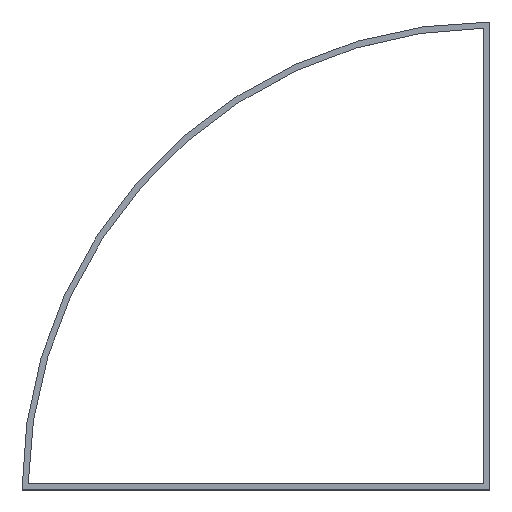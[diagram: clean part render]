
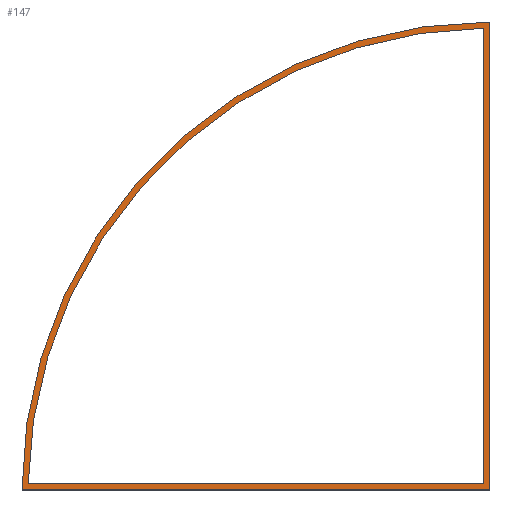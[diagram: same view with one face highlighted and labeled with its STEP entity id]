
A CAD part, top view. The second image highlights one B-rep face of the part: STEP entity #147.
In plain terms, the highlighted planar face has unit normal (0, 0, 1).
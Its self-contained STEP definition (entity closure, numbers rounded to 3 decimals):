
#15=FACE_BOUND('',#38,.T.);
#21=PLANE('',#173);
#29=FACE_OUTER_BOUND('',#37,.T.);
#37=EDGE_LOOP('',(#127,#128,#129));
#38=EDGE_LOOP('',(#130,#131,#132));
#44=LINE('',#229,#58);
#47=LINE('',#233,#61);
#51=LINE('',#247,#65);
#54=LINE('',#251,#68);
#58=VECTOR('',#188,10.);
#61=VECTOR('',#193,10.);
#65=VECTOR('',#205,10.);
#68=VECTOR('',#210,10.);
#70=CIRCLE('',#165,150.4);
#72=CIRCLE('',#170,152.4);
#75=VERTEX_POINT('',#220);
#76=VERTEX_POINT('',#222);
#78=VERTEX_POINT('',#228);
#81=VERTEX_POINT('',#238);
#82=VERTEX_POINT('',#240);
#84=VERTEX_POINT('',#246);
#87=EDGE_CURVE('',#76,#75,#70,.T.);
#90=EDGE_CURVE('',#78,#76,#44,.T.);
#93=EDGE_CURVE('',#75,#78,#47,.T.);
#96=EDGE_CURVE('',#82,#81,#72,.T.);
#99=EDGE_CURVE('',#84,#82,#51,.T.);
#102=EDGE_CURVE('',#81,#84,#54,.T.);
#127=ORIENTED_EDGE('',*,*,#102,.T.);
#128=ORIENTED_EDGE('',*,*,#99,.T.);
#129=ORIENTED_EDGE('',*,*,#96,.T.);
#130=ORIENTED_EDGE('',*,*,#93,.T.);
#131=ORIENTED_EDGE('',*,*,#90,.T.);
#132=ORIENTED_EDGE('',*,*,#87,.T.);
#147=ADVANCED_FACE('',(#29,#15),#21,.T.);
#165=AXIS2_PLACEMENT_3D('',#223,#182,#183);
#170=AXIS2_PLACEMENT_3D('',#241,#199,#200);
#173=AXIS2_PLACEMENT_3D('',#252,#211,#212);
#182=DIRECTION('center_axis',(0.,0.,-1.));
#183=DIRECTION('ref_axis',(1.,0.,0.));
#188=DIRECTION('',(-1.,0.,0.));
#193=DIRECTION('',(0.,-1.,0.));
#199=DIRECTION('center_axis',(0.,0.,1.));
#200=DIRECTION('ref_axis',(1.,0.,0.));
#205=DIRECTION('',(0.,1.,0.));
#210=DIRECTION('',(1.,0.,0.));
#211=DIRECTION('center_axis',(0.,0.,1.));
#212=DIRECTION('ref_axis',(1.,0.,0.));
#220=CARTESIAN_POINT('',(-2.,150.387,1.));
#222=CARTESIAN_POINT('',(-150.387,2.,1.));
#223=CARTESIAN_POINT('Origin',(0.,0.,1.));
#228=CARTESIAN_POINT('',(-2.,2.,1.));
#229=CARTESIAN_POINT('',(-152.4,2.,1.));
#233=CARTESIAN_POINT('',(-2.,2.,1.));
#238=CARTESIAN_POINT('',(-152.4,0.,1.));
#240=CARTESIAN_POINT('',(0.,152.4,1.));
#241=CARTESIAN_POINT('Origin',(0.,0.,1.));
#246=CARTESIAN_POINT('',(0.,0.,1.));
#247=CARTESIAN_POINT('',(0.,0.,1.));
#251=CARTESIAN_POINT('',(-152.4,0.,1.));
#252=CARTESIAN_POINT('Origin',(-76.2,76.2,1.));
